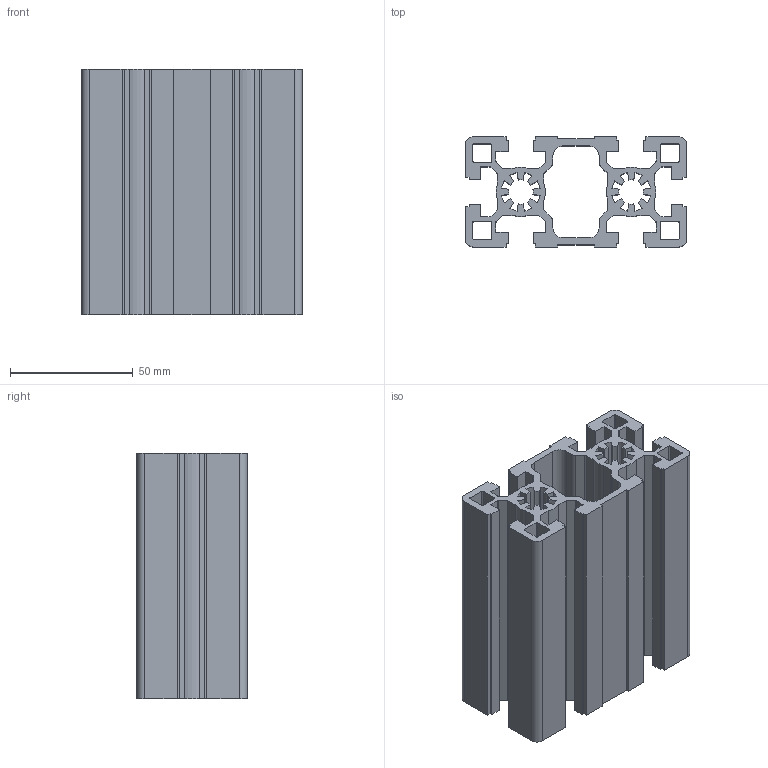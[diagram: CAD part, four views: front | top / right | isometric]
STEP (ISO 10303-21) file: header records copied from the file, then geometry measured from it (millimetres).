
FILE_DESCRIPTION((''),'2;1');
FILE_NAME('K_164590-100.stp','2013-02-18T10:46:21',('VeronikaF'),(''),'Autodesk Inventor 2011','Autodesk Inventor 2011','');
FILE_SCHEMA(('AUTOMOTIVE_DESIGN { 1 0 10303 214 1 1 1 1 }'));
Length unit declared in the file: millimetre
Products named in the file (1): K_164590-100
Bounding box: 90 x 45 x 100 mm (x, y, z)
Volume: 150620.5 mm3; surface area: 96590.2 mm2
Topology: 1 solids, 1 shells, 250 faces, 744 edges, 496 vertices
Faces by surface type: plane 166, cylinder 84
Entity records: 8430 total; most frequent: CARTESIAN_POINT 1491, ORIENTED_EDGE 1488, DIRECTION 1414, EDGE_CURVE 744, VECTOR 576, LINE 576, VERTEX_POINT 496, AXIS2_PLACEMENT_3D 419
